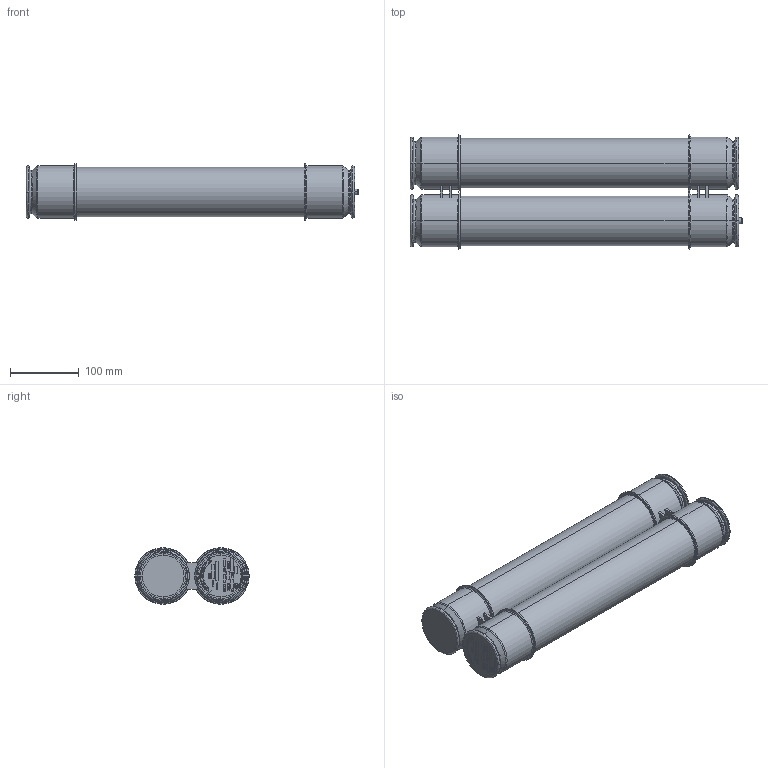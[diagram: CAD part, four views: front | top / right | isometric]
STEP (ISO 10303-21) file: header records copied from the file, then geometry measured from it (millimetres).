
FILE_DESCRIPTION (( 'STEP AP214' ), '1' );
FILE_NAME ('701729.STEP', '2025-03-31T17:51:56', ( '' ), ( '' ), 'SwSTEP 2.0', 'SolidWorks 2021', '' );
FILE_SCHEMA (( 'AUTOMOTIVE_DESIGN' ));
Length unit declared in the file: inch
Products named in the file (15): 949826043^2B601010G08; 2A621004G02_BLOWN STATE; 2A623017_CRIMPED; 2A623006_P01; 2A603008P01; 949162031^2B621001G17; 2A606002_P15; 2B601013G04; 2A620012_CRIMPED; 274B777P03_CRIMPED; 701729; 2B601013G01_G01; 979103557^2B601013G04; 2B601010G08; 274B777P08_P08
Assembly tree (19 placements, depth 5):
  701729
    2B601010G08
      2A606002_P15  x2
      2B601013G01_G01  x2
        2B601013G04
          2A603008P01  x2
          274B777P08_P08  x2
          979103557^2B601013G04
      949826043^2B601010G08
    2A620012_CRIMPED
    274B777P03_CRIMPED  x2
    2A621004G02_BLOWN STATE
      2A623017_CRIMPED
      2A623006_P01
    949162031^2B621001G17
Bounding box: 484.25 x 166.72 x 82.55 mm (x, y, z)
Volume: 555500.8 mm3; surface area: 669407.8 mm2
Topology: 47 solids, 47 shells, 1560 faces, 3889 edges, 2530 vertices
Faces by surface type: plane 874, bspline 342, torus 154, cylinder 134, cone 56
Entity records: 56521 total; most frequent: CARTESIAN_POINT 24229, ORIENTED_EDGE 6996, DIRECTION 5390, EDGE_CURVE 3498, LINE 2400, VECTOR 2400, VERTEX_POINT 2302, EDGE_LOOP 1510
